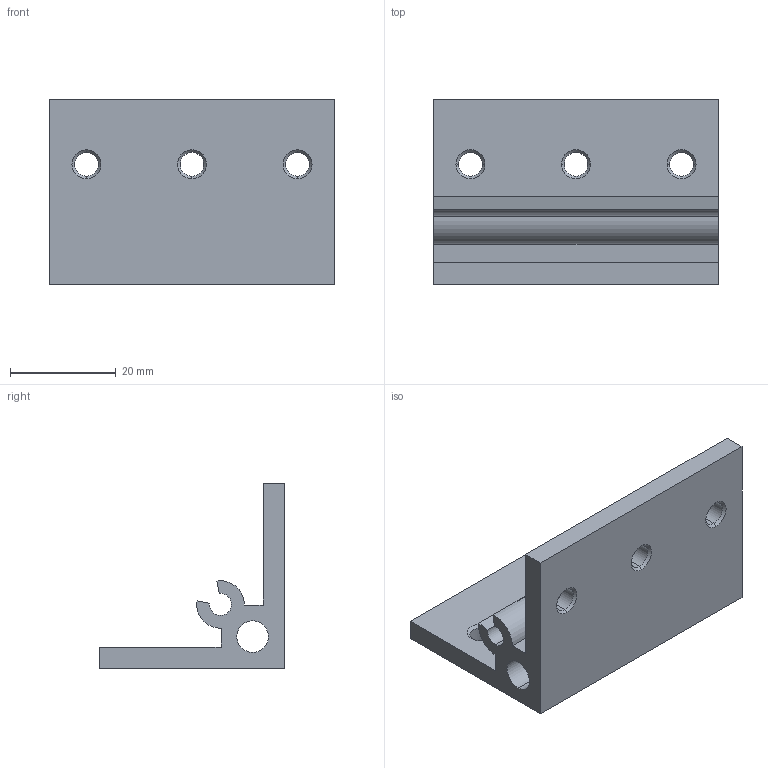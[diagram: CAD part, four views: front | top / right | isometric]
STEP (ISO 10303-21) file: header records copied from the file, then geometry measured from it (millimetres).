
FILE_DESCRIPTION (( 'STEP AP214' ), '1' );
FILE_NAME ('SNSD.30.52.22. Óãëîâîé àëþìèíèåâûé ñîåäèíèòåëü 20õ60, ïàç 6(H13).STEP', '2015-01-13T09:24:26', ( 'XTreme.ws' ), ( 'XTreme.ws' ), 'SwSTEP 2.0', 'SolidWorks 2014', '' );
FILE_SCHEMA (( 'AUTOMOTIVE_DESIGN' ));
Length unit declared in the file: millimetre
Products named in the file (2): SNSD.30.52.22. Óãëîâîé àëþìèíèåâûé ñîåäèíèòåëü 20õ60, ïàç 6(H13)
Bounding box: 54 x 35 x 35 mm (x, y, z)
Volume: 17103.8 mm3; surface area: 10520.6 mm2
Topology: 1 solids, 1 shells, 56 faces, 138 edges, 84 vertices
Faces by surface type: cone 24, cylinder 20, plane 12
Entity records: 1731 total; most frequent: DIRECTION 318, CARTESIAN_POINT 280, ORIENTED_EDGE 276, EDGE_CURVE 138, AXIS2_PLACEMENT_3D 122, VERTEX_POINT 84, VECTOR 74, LINE 74
